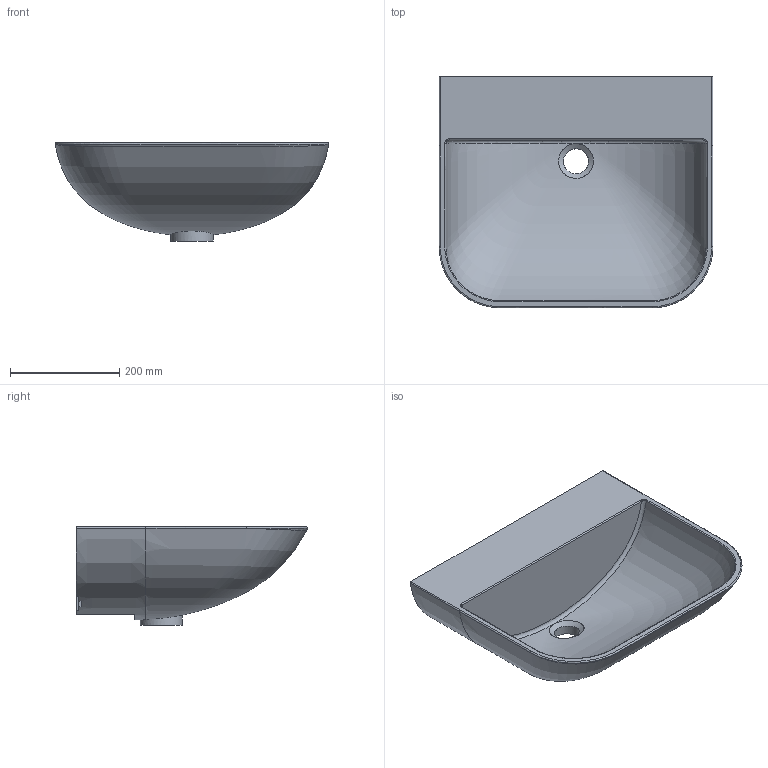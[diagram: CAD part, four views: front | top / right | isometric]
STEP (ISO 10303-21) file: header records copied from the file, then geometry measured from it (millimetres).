
FILE_DESCRIPTION(/* description */ (''),/* implementation_level */ '2;1');
FILE_NAME(/* name */ '331XP',/* time_stamp */ '2019-08-11T16:44:48+08:00',/* author */ (''),/* organization */ (''),/* preprocessor_version */ 'ST-DEVELOPER v9',/* originating_system */ 'UGS - NX 4.0',/* authorisation */ '');
FILE_SCHEMA (('CONFIG_CONTROL_DESIGN'));
Length unit declared in the file: millimetre
Products named in the file (1): Admi757528uo
Bounding box: 500.47 x 423.68 x 179.5 mm (x, y, z)
Volume: 7528708.5 mm3; surface area: 716332 mm2
Topology: 1 solids, 1 shells, 75 faces, 214 edges, 137 vertices
Faces by surface type: plane 42, cylinder 21, bspline 11, extrusion 1
Full cylindrical faces by diameter (mm): 46 x1, 77 x1
Entity records: 24269 total; most frequent: CARTESIAN_POINT 22371, ORIENTED_EDGE 406, DIRECTION 328, EDGE_CURVE 203, VERTEX_POINT 134, VECTOR 128, LINE 127, AXIS2_PLACEMENT_3D 100
